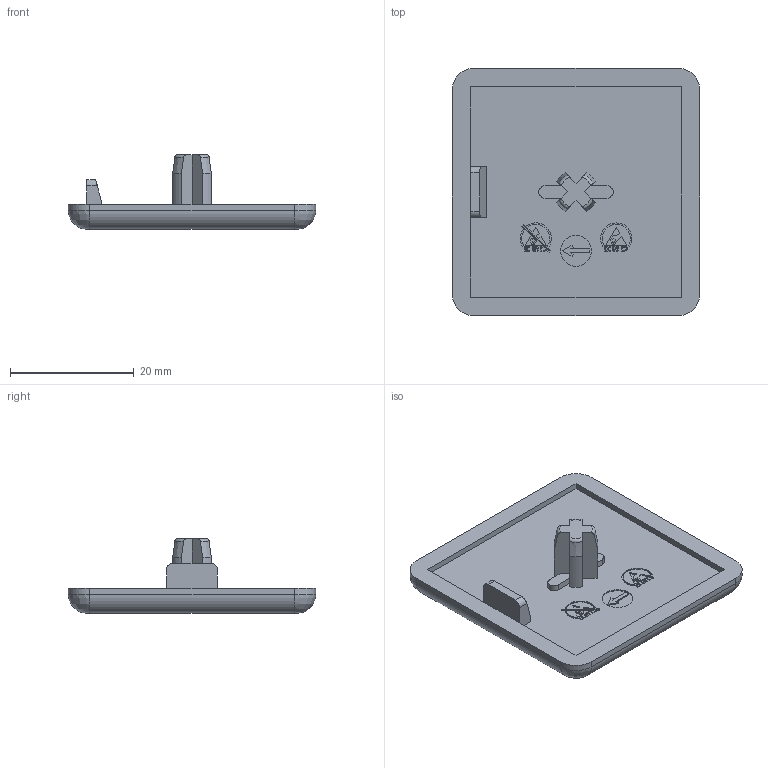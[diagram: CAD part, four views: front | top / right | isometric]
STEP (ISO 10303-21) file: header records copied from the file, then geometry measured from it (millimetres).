
FILE_DESCRIPTION(('FreeCAD Model'),'2;1');
FILE_NAME('Open CASCADE Shape Model','2024-04-03T09:53:21',(''),(''), 'Open CASCADE STEP processor 7.6','FreeCAD','Unknown');
FILE_SCHEMA(('AUTOMOTIVE_DESIGN { 1 0 10303 214 1 1 1 1 }'));
Length unit declared in the file: millimetre
Products named in the file (1): STI8-C4040
Bounding box: 40 x 40 x 12 mm (x, y, z)
Volume: 5215.4 mm3; surface area: 4080.9 mm2
Topology: 1 solids, 1 shells, 292 faces, 812 edges, 538 vertices
Faces by surface type: plane 242, cylinder 34, cone 4, torus 4, revolution 4, bspline 4
Entity records: 20384 total; most frequent: CARTESIAN_POINT 4091, DIRECTION 2990, LINE 2222, VECTOR 2222, ORIENTED_EDGE 1624, PCURVE 1624, DEFINITIONAL_REPRESENTATION 1624, EDGE_CURVE 812
